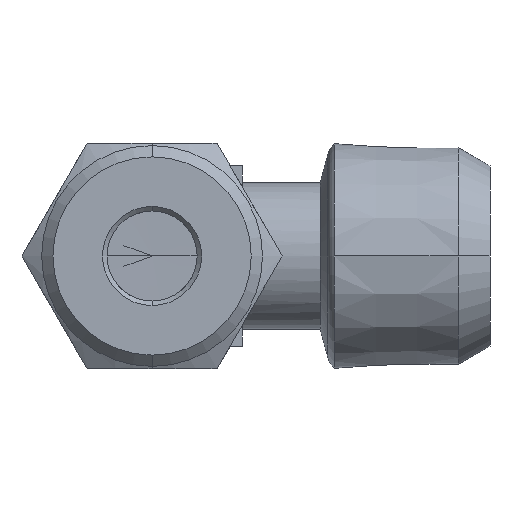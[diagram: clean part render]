
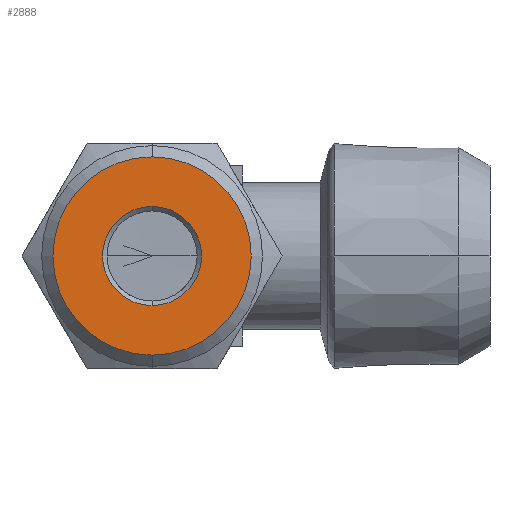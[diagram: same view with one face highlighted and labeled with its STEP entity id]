
A CAD part, left-side view. The second image highlights one B-rep face of the part: STEP entity #2888.
In plain terms, the highlighted planar face has unit normal (-1, 0, 0).
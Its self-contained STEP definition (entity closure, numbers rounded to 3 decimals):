
#82 = EDGE_CURVE ( 'NONE', #2827, #95, #994, .T. ) ;
#95 = VERTEX_POINT ( 'NONE', #2113 ) ;
#110 = VERTEX_POINT ( 'NONE', #2125 ) ;
#112 = VERTEX_POINT ( 'NONE', #2127 ) ;
#167 = ORIENTED_EDGE ( 'NONE', *, *, #82, .T. ) ;
#178 = ORIENTED_EDGE ( 'NONE', *, *, #1646, .T. ) ;
#186 = ORIENTED_EDGE ( 'NONE', *, *, #1647, .T. ) ;
#190 = ORIENTED_EDGE ( 'NONE', *, *, #1522, .T. ) ;
#255 = CIRCLE ( 'NONE', #2205, 4.4 ) ;
#257 = CIRCLE ( 'NONE', #2206, 2.2 ) ;
#418 = FACE_OUTER_BOUND ( 'NONE', #3164, .T. ) ;
#420 = FACE_BOUND ( 'NONE', #3163, .T. ) ;
#726 = CARTESIAN_POINT ( 'NONE',  ( -20.5, 16.5, 4.4 ) ) ;
#994 = CIRCLE ( 'NONE', #1728, 4.4 ) ;
#1040 = CIRCLE ( 'NONE', #1733, 2.2 ) ;
#1075 = DIRECTION ( 'NONE',  ( -1., 0., 0. ) ) ;
#1077 = CARTESIAN_POINT ( 'NONE',  ( -20.5, 21.4, 0. ) ) ;
#1082 = PLANE ( 'NONE',  #2294 ) ;
#1085 = DIRECTION ( 'NONE',  ( 0., 0., 1. ) ) ;
#1522 = EDGE_CURVE ( 'NONE', #112, #110, #1040, .T. ) ;
#1646 = EDGE_CURVE ( 'NONE', #95, #2827, #255, .T. ) ;
#1647 = EDGE_CURVE ( 'NONE', #110, #112, #257, .T. ) ;
#1728 = AXIS2_PLACEMENT_3D ( 'NONE', #2084, #2085, #2086 ) ;
#1733 = AXIS2_PLACEMENT_3D ( 'NONE', #2151, #2152, #2153 ) ;
#2084 = CARTESIAN_POINT ( 'NONE',  ( -20.5, 16.5, 0. ) ) ;
#2085 = DIRECTION ( 'NONE',  ( -1., 0., 0. ) ) ;
#2086 = DIRECTION ( 'NONE',  ( 0., 0., 1. ) ) ;
#2113 = CARTESIAN_POINT ( 'NONE',  ( -20.5, 16.5, -4.4 ) ) ;
#2125 = CARTESIAN_POINT ( 'NONE',  ( -20.5, 16.5, -2.2 ) ) ;
#2127 = CARTESIAN_POINT ( 'NONE',  ( -20.5, 16.5, 2.2 ) ) ;
#2151 = CARTESIAN_POINT ( 'NONE',  ( -20.5, 16.5, 0. ) ) ;
#2152 = DIRECTION ( 'NONE',  ( 1., 0., 0. ) ) ;
#2153 = DIRECTION ( 'NONE',  ( 0., 0., -1. ) ) ;
#2205 = AXIS2_PLACEMENT_3D ( 'NONE', #2547, #2548, #2549 ) ;
#2206 = AXIS2_PLACEMENT_3D ( 'NONE', #2552, #2553, #2554 ) ;
#2294 = AXIS2_PLACEMENT_3D ( 'NONE', #1077, #1075, #1085 ) ;
#2547 = CARTESIAN_POINT ( 'NONE',  ( -20.5, 16.5, 0. ) ) ;
#2548 = DIRECTION ( 'NONE',  ( -1., 0., 0. ) ) ;
#2549 = DIRECTION ( 'NONE',  ( 0., 0., 1. ) ) ;
#2552 = CARTESIAN_POINT ( 'NONE',  ( -20.5, 16.5, 0. ) ) ;
#2553 = DIRECTION ( 'NONE',  ( 1., 0., 0. ) ) ;
#2554 = DIRECTION ( 'NONE',  ( 0., 0., -1. ) ) ;
#2827 = VERTEX_POINT ( 'NONE', #726 ) ;
#2888 = ADVANCED_FACE ( 'NONE', ( #418, #420 ), #1082, .T. ) ;
#3163 = EDGE_LOOP ( 'NONE', ( #190, #186 ) ) ;
#3164 = EDGE_LOOP ( 'NONE', ( #178, #167 ) ) ;
